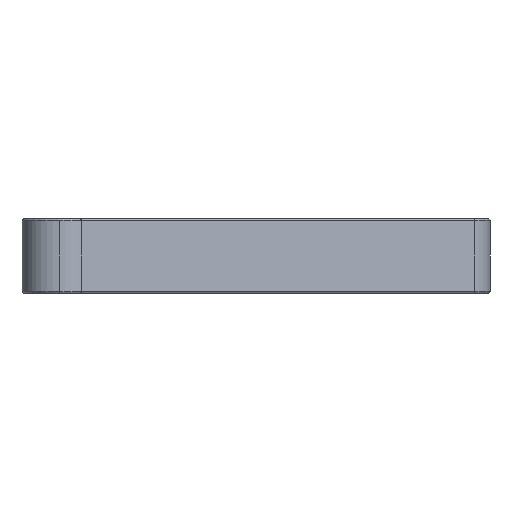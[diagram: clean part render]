
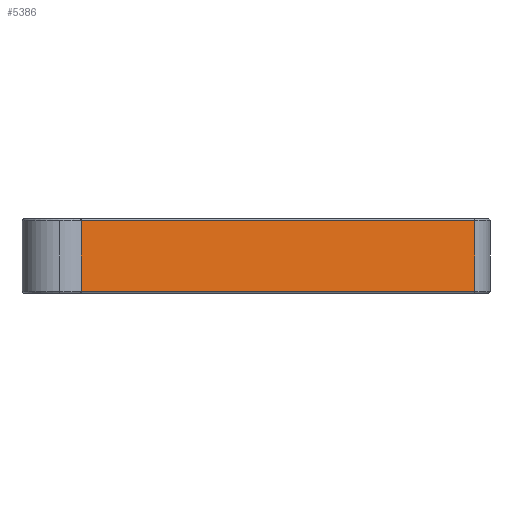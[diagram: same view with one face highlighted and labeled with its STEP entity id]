
A CAD part, left-side view. The second image highlights one B-rep face of the part: STEP entity #5386.
In plain terms, the highlighted planar face has unit normal (-0.809, -0.588, 0).
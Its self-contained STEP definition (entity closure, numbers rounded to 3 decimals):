
#445 = DIRECTION ( 'NONE',  ( 0., 0., -1. ) ) ;
#455 = CARTESIAN_POINT ( 'NONE',  ( -31.207, 36.658, 3.9 ) ) ;
#721 = CARTESIAN_POINT ( 'NONE',  ( -31.207, 36.658, 0.2 ) ) ;
#828 = CARTESIAN_POINT ( 'NONE',  ( -31.207, 36.658, 7.2 ) ) ;
#1071 = CARTESIAN_POINT ( 'NONE',  ( -2.993, -2.175, 0.2 ) ) ;
#1072 = CARTESIAN_POINT ( 'NONE',  ( -2.993, -2.175, 7.2 ) ) ;
#2355 = CARTESIAN_POINT ( 'NONE',  ( -2.993, -2.175, 3.9 ) ) ;
#2356 = DIRECTION ( 'NONE',  ( 0., 0., -1. ) ) ;
#2360 = CARTESIAN_POINT ( 'NONE',  ( -2.993, -2.175, 7.2 ) ) ;
#2364 = DIRECTION ( 'NONE',  ( -0.588, 0.809, 0. ) ) ;
#2365 = CARTESIAN_POINT ( 'NONE',  ( -2.993, -2.175, 0.2 ) ) ;
#2366 = DIRECTION ( 'NONE',  ( 0.588, -0.809, 0. ) ) ;
#5386 = ADVANCED_FACE ( 'NONE', ( #10598 ), #11736, .T. ) ;
#5708 = EDGE_CURVE ( 'NONE', #6056, #5949, #11087, .T. ) ;
#5775 = EDGE_LOOP ( 'NONE', ( #7368, #7369, #7370, #7371 ) ) ;
#5949 = VERTEX_POINT ( 'NONE', #721 ) ;
#6056 = VERTEX_POINT ( 'NONE', #828 ) ;
#6299 = VERTEX_POINT ( 'NONE', #1071 ) ;
#6300 = VERTEX_POINT ( 'NONE', #1072 ) ;
#7368 = ORIENTED_EDGE ( 'NONE', *, *, #7852, .F. ) ;
#7369 = ORIENTED_EDGE ( 'NONE', *, *, #7853, .T. ) ;
#7370 = ORIENTED_EDGE ( 'NONE', *, *, #5708, .T. ) ;
#7371 = ORIENTED_EDGE ( 'NONE', *, *, #7854, .T. ) ;
#7852 = EDGE_CURVE ( 'NONE', #6300, #6299, #11660, .T. ) ;
#7853 = EDGE_CURVE ( 'NONE', #6300, #6056, #11657, .T. ) ;
#7854 = EDGE_CURVE ( 'NONE', #5949, #6299, #11663, .T. ) ;
#9942 = AXIS2_PLACEMENT_3D ( 'NONE', #11734, #11738, #11739 ) ;
#10598 = FACE_OUTER_BOUND ( 'NONE', #5775, .T. ) ;
#11087 = LINE ( 'NONE', #455, #11090 ) ;
#11090 = VECTOR ( 'NONE', #445, 1000. ) ;
#11657 = LINE ( 'NONE', #2360, #11664 ) ;
#11660 = LINE ( 'NONE', #2355, #11662 ) ;
#11662 = VECTOR ( 'NONE', #2356, 1000. ) ;
#11663 = LINE ( 'NONE', #2365, #11666 ) ;
#11664 = VECTOR ( 'NONE', #2364, 1000. ) ;
#11666 = VECTOR ( 'NONE', #2366, 1000. ) ;
#11734 = CARTESIAN_POINT ( 'NONE',  ( -2.993, -2.175, 3.9 ) ) ;
#11736 = PLANE ( 'NONE',  #9942 ) ;
#11738 = DIRECTION ( 'NONE',  ( -0.809, -0.588, 0. ) ) ;
#11739 = DIRECTION ( 'NONE',  ( 0.588, -0.809, 0. ) ) ;
